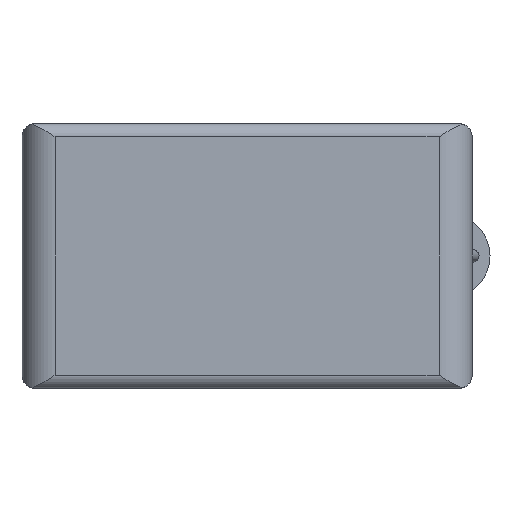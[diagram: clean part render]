
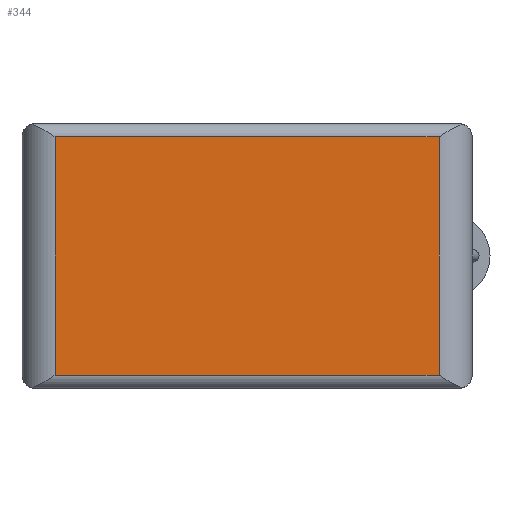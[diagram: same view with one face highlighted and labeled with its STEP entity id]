
A CAD part, left-side view. The second image highlights one B-rep face of the part: STEP entity #344.
In plain terms, the highlighted planar face has unit normal (-1, 0, 0).
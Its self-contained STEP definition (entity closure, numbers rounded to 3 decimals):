
#344 = ADVANCED_FACE( '', ( #760 ), #761, .F. );
#760 = FACE_OUTER_BOUND( '', #1239, .T. );
#761 = PLANE( '', #1240 );
#1239 = EDGE_LOOP( '', ( #2190, #2191, #2192, #2193 ) );
#1240 = AXIS2_PLACEMENT_3D( '', #2194, #2195, #2196 );
#2190 = ORIENTED_EDGE( '', *, *, #2913, .F. );
#2191 = ORIENTED_EDGE( '', *, *, #2779, .F. );
#2192 = ORIENTED_EDGE( '', *, *, #2600, .T. );
#2193 = ORIENTED_EDGE( '', *, *, #2946, .T. );
#2194 = CARTESIAN_POINT( '', ( -60., 7.5, 10. ) );
#2195 = DIRECTION( '', ( 1., 0., 0. ) );
#2196 = DIRECTION( '', ( 0., 0., -1. ) );
#2600 = EDGE_CURVE( '', #3073, #3074, #3075, .T. );
#2779 = EDGE_CURVE( '', #3073, #3375, #3376, .T. );
#2913 = EDGE_CURVE( '', #3375, #3561, #3562, .T. );
#2946 = EDGE_CURVE( '', #3074, #3561, #3603, .T. );
#3073 = VERTEX_POINT( '', #3782 );
#3074 = VERTEX_POINT( '', #3783 );
#3075 = LINE( '', #3784, #3785 );
#3375 = VERTEX_POINT( '', #4239 );
#3376 = LINE( '', #4240, #4241 );
#3561 = VERTEX_POINT( '', #4529 );
#3562 = LINE( '', #4530, #4531 );
#3603 = LINE( '', #4594, #4595 );
#3782 = CARTESIAN_POINT( '', ( -60., 7.5, 9. ) );
#3783 = CARTESIAN_POINT( '', ( -60., 7.5, -9. ) );
#3784 = CARTESIAN_POINT( '', ( -60., 7.5, 10. ) );
#3785 = VECTOR( '', #4802, 1000. );
#4239 = CARTESIAN_POINT( '', ( -60., -21.5, 9. ) );
#4240 = CARTESIAN_POINT( '', ( -60., 10., 9. ) );
#4241 = VECTOR( '', #5041, 1000. );
#4529 = CARTESIAN_POINT( '', ( -60., -21.5, -9. ) );
#4530 = CARTESIAN_POINT( '', ( -60., -21.5, 10. ) );
#4531 = VECTOR( '', #5211, 1000. );
#4594 = CARTESIAN_POINT( '', ( -60., 10., -9. ) );
#4595 = VECTOR( '', #5249, 1000. );
#4802 = DIRECTION( '', ( 0., 0., -1. ) );
#5041 = DIRECTION( '', ( 0., -1., 0. ) );
#5211 = DIRECTION( '', ( 0., 0., -1. ) );
#5249 = DIRECTION( '', ( 0., -1., 0. ) );
